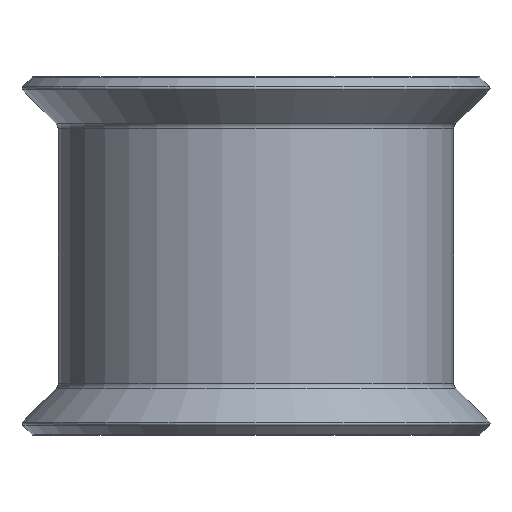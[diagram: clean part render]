
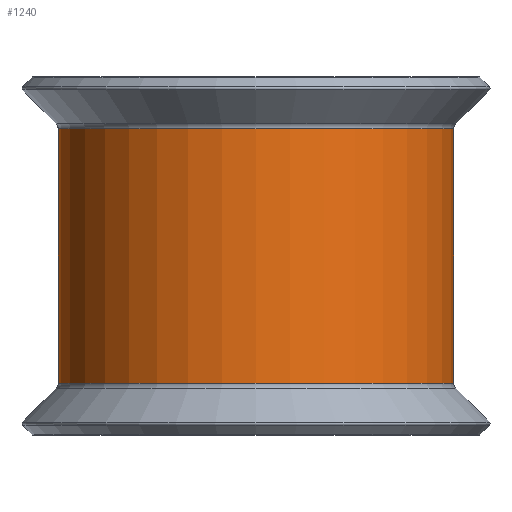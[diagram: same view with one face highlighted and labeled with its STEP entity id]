
A CAD part, front view. The second image highlights one B-rep face of the part: STEP entity #1240.
In plain terms, the highlighted cylindrical face has radius 6.985 mm (diameter 13.97 mm), a partial arc.
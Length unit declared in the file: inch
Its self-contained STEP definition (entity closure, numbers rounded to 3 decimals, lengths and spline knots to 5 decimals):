
#70 = CARTESIAN_POINT ( 'NONE',  ( -0.025, -0.625, -0.17722 ) ) ;
#254 = EDGE_CURVE ( 'NONE', #1987, #2223, #1621, .T. ) ;
#265 = DIRECTION ( 'NONE',  ( 0., 0., -1. ) ) ;
#372 = CARTESIAN_POINT ( 'NONE',  ( -0.025, -0.625, 0.25 ) ) ;
#387 = LINE ( 'NONE', #372, #2549 ) ;
#455 = CARTESIAN_POINT ( 'NONE',  ( 0.25, -0.625, 0.25 ) ) ;
#507 = LINE ( 'NONE', #1668, #1565 ) ;
#573 = ORIENTED_EDGE ( 'NONE', *, *, #254, .T. ) ;
#607 = EDGE_CURVE ( 'NONE', #2300, #2712, #1508, .T. ) ;
#625 = AXIS2_PLACEMENT_3D ( 'NONE', #455, #1730, #1513 ) ;
#669 = CARTESIAN_POINT ( 'NONE',  ( 0.25, -0.35, -0.17722 ) ) ;
#715 = AXIS2_PLACEMENT_3D ( 'NONE', #1132, #2598, #1340 ) ;
#1075 = ORIENTED_EDGE ( 'NONE', *, *, #607, .F. ) ;
#1132 = CARTESIAN_POINT ( 'NONE',  ( 0.25, -0.625, -0.17722 ) ) ;
#1203 = EDGE_CURVE ( 'NONE', #2223, #2712, #387, .T. ) ;
#1240 = ADVANCED_FACE ( 'NONE', ( #1889 ), #1999, .T. ) ;
#1340 = DIRECTION ( 'NONE',  ( -1., 0., 0. ) ) ;
#1390 = CARTESIAN_POINT ( 'NONE',  ( 0.25, -0.35, 0.17722 ) ) ;
#1489 = AXIS2_PLACEMENT_3D ( 'NONE', #1538, #265, #1753 ) ;
#1508 = CIRCLE ( 'NONE', #715, 0.275 ) ;
#1513 = DIRECTION ( 'NONE',  ( -1., 0., 0. ) ) ;
#1538 = CARTESIAN_POINT ( 'NONE',  ( 0.25, -0.625, 0.17722 ) ) ;
#1565 = VECTOR ( 'NONE', #1882, 39.37008 ) ;
#1621 = CIRCLE ( 'NONE', #1489, 0.275 ) ;
#1668 = CARTESIAN_POINT ( 'NONE',  ( 0.25, -0.35, 0.25 ) ) ;
#1725 = ORIENTED_EDGE ( 'NONE', *, *, #1203, .T. ) ;
#1730 = DIRECTION ( 'NONE',  ( 0., 0., -1. ) ) ;
#1739 = EDGE_CURVE ( 'NONE', #1987, #2300, #507, .T. ) ;
#1753 = DIRECTION ( 'NONE',  ( -1., 0., 0. ) ) ;
#1882 = DIRECTION ( 'NONE',  ( 0., 0., -1. ) ) ;
#1889 = FACE_OUTER_BOUND ( 'NONE', #2446, .T. ) ;
#1898 = ORIENTED_EDGE ( 'NONE', *, *, #1739, .F. ) ;
#1931 = DIRECTION ( 'NONE',  ( 0., 0., -1. ) ) ;
#1987 = VERTEX_POINT ( 'NONE', #1390 ) ;
#1999 = CYLINDRICAL_SURFACE ( 'NONE', #625, 0.275 ) ;
#2122 = CARTESIAN_POINT ( 'NONE',  ( -0.025, -0.625, 0.17722 ) ) ;
#2223 = VERTEX_POINT ( 'NONE', #2122 ) ;
#2300 = VERTEX_POINT ( 'NONE', #669 ) ;
#2446 = EDGE_LOOP ( 'NONE', ( #1725, #1075, #1898, #573 ) ) ;
#2549 = VECTOR ( 'NONE', #1931, 39.37008 ) ;
#2598 = DIRECTION ( 'NONE',  ( 0., 0., -1. ) ) ;
#2712 = VERTEX_POINT ( 'NONE', #70 ) ;
